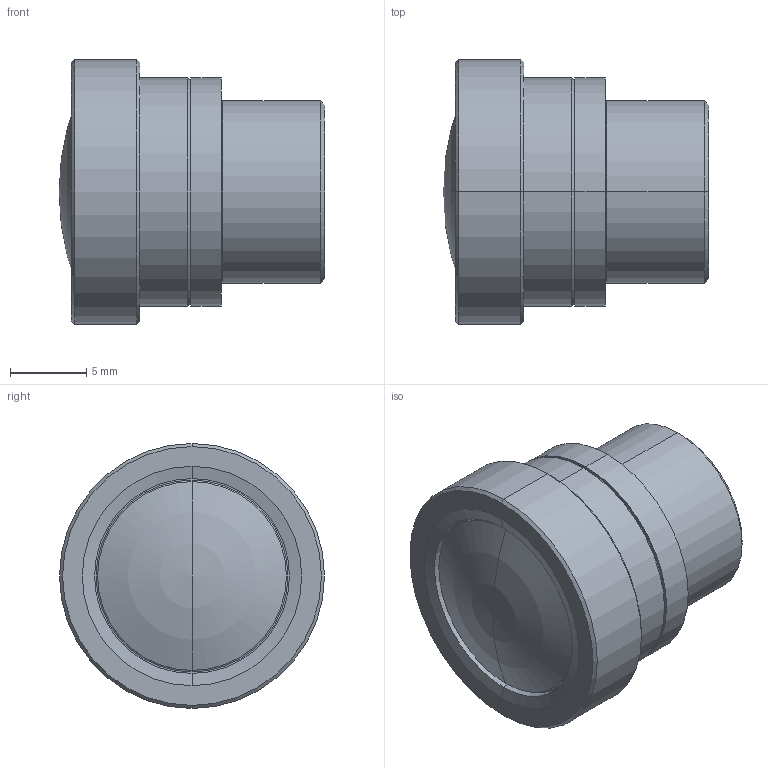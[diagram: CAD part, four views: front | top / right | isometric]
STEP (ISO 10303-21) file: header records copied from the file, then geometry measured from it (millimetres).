
FILE_DESCRIPTION(('FreeCAD Model'),'2;1');
FILE_NAME('Open CASCADE Shape Model','2025-01-22T16:01:31',(''),(''), 'Open CASCADE STEP processor 7.8','FreeCAD','Unknown');
FILE_SCHEMA(('AUTOMOTIVE_DESIGN { 1 0 10303 214 1 1 1 1 }'));
Length unit declared in the file: millimetre
Products named in the file (3): VA-LM12-5MP-02MM-F2.0-030; 1; 000
Assembly tree (2 placements, depth 2):
  VA-LM12-5MP-02MM-F2.0-030
    1
    000
Bounding box: 17.45 x 17.4 x 17.4 mm (x, y, z)
Volume: 2772.8 mm3; surface area: 1608 mm2
Topology: 2 solids, 2 shells, 53 faces, 106 edges, 63 vertices
Faces by surface type: cone 22, cylinder 16, plane 11, torus 2, sphere 2
Entity records: 1442 total; most frequent: DIRECTION 282, CARTESIAN_POINT 223, ORIENTED_EDGE 208, AXIS2_PLACEMENT_3D 122, EDGE_CURVE 104, CIRCLE 66, FACE_BOUND 63, EDGE_LOOP 63
